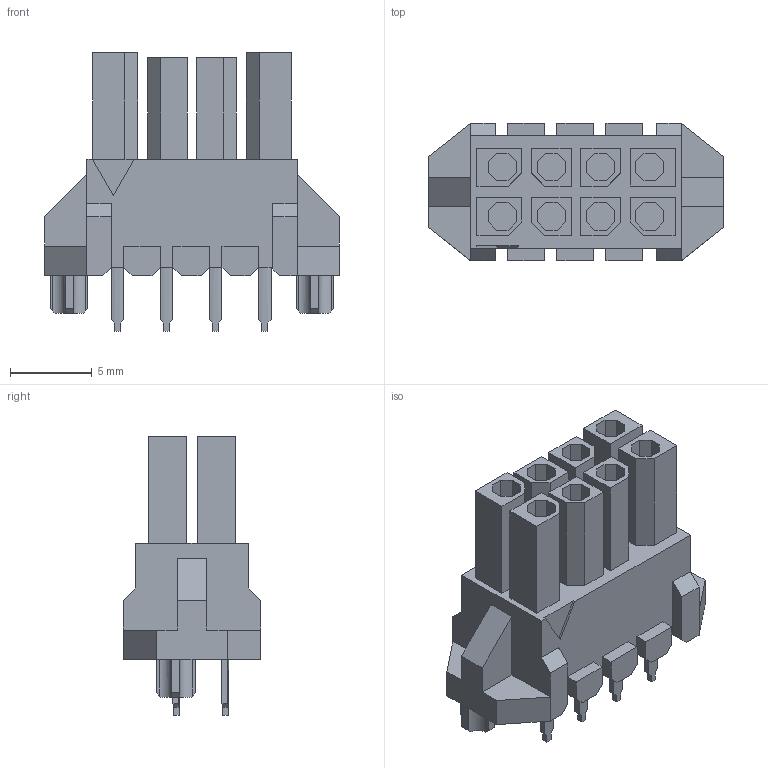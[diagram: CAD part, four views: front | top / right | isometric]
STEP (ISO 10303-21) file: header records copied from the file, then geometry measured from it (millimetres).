
FILE_DESCRIPTION((''),'2;1');
FILE_NAME('447690801','2014-09-02T',('me'),(''), 'PRO/ENGINEER BY PARAMETRIC TECHNOLOGY CORPORATION, 2011490', 'PRO/ENGINEER BY PARAMETRIC TECHNOLOGY CORPORATION, 2011490','');
FILE_SCHEMA(('CONFIG_CONTROL_DESIGN'));
Length unit declared in the file: millimetre
Products named in the file (1): 447690801
Bounding box: 18 x 8.4 x 17 mm (x, y, z)
Volume: 919.6 mm3; surface area: 1489.5 mm2
Topology: 1 solids, 1 shells, 318 faces, 864 edges, 566 vertices
Faces by surface type: plane 294, cylinder 24
Entity records: 9818 total; most frequent: CARTESIAN_POINT 1810, ORIENTED_EDGE 1688, DIRECTION 1522, EDGE_CURVE 844, VECTOR 748, LINE 748, VERTEX_POINT 546, AXIS2_PLACEMENT_3D 387
